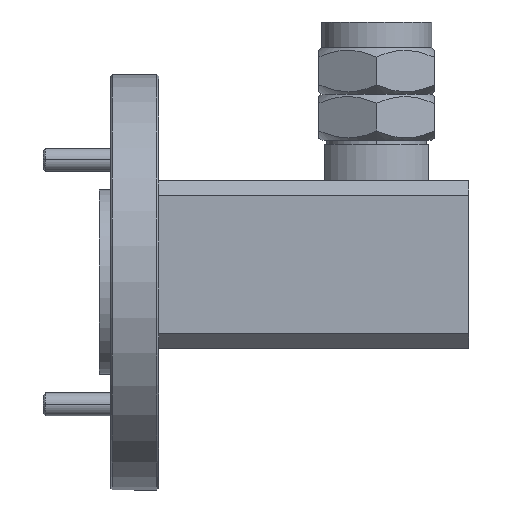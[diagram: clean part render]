
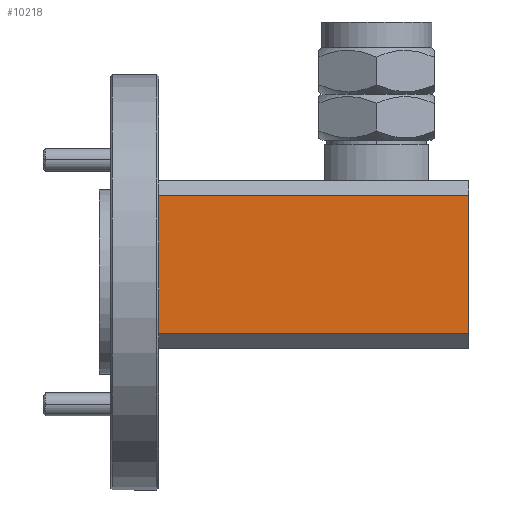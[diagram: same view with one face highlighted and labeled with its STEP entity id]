
A CAD part, top view. The second image highlights one B-rep face of the part: STEP entity #10218.
In plain terms, the highlighted planar face has unit normal (0, 0, 1).
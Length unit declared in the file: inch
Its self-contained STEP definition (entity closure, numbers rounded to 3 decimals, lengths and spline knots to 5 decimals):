
#894 = VERTEX_POINT ( 'NONE', #3530 ) ;
#971 = CARTESIAN_POINT ( 'NONE',  ( 0.86724, 0.6969, 1.17706 ) ) ;
#1239 = VECTOR ( 'NONE', #7735, 39.37008 ) ;
#1305 = DIRECTION ( 'NONE',  ( 0., -1., 0. ) ) ;
#1334 = CARTESIAN_POINT ( 'NONE',  ( 0.02724, 1.1119, 1.17706 ) ) ;
#1378 = PLANE ( 'NONE',  #8583 ) ;
#1457 = DIRECTION ( 'NONE',  ( 0., 1., 0. ) ) ;
#2188 = ORIENTED_EDGE ( 'NONE', *, *, #11589, .F. ) ;
#2323 = VECTOR ( 'NONE', #1305, 39.37008 ) ;
#2659 = CARTESIAN_POINT ( 'NONE',  ( 0.86724, 0.6969, 1.17706 ) ) ;
#2842 = CARTESIAN_POINT ( 'NONE',  ( 0.86724, 1.0719, 1.17706 ) ) ;
#3530 = CARTESIAN_POINT ( 'NONE',  ( 0.02724, 1.0719, 1.17706 ) ) ;
#3706 = VECTOR ( 'NONE', #11050, 39.37008 ) ;
#4136 = VERTEX_POINT ( 'NONE', #7118 ) ;
#4165 = ORIENTED_EDGE ( 'NONE', *, *, #4723, .T. ) ;
#4592 = CARTESIAN_POINT ( 'NONE',  ( 0.86724, 1.0719, 1.17706 ) ) ;
#4723 = EDGE_CURVE ( 'NONE', #894, #4136, #8777, .T. ) ;
#6732 = EDGE_CURVE ( 'NONE', #4136, #7694, #9157, .T. ) ;
#6865 = ORIENTED_EDGE ( 'NONE', *, *, #6732, .T. ) ;
#6900 = CARTESIAN_POINT ( 'NONE',  ( 0.86724, 1.1119, 1.17706 ) ) ;
#6923 = DIRECTION ( 'NONE',  ( 0., 0., -1. ) ) ;
#7118 = CARTESIAN_POINT ( 'NONE',  ( 0.02724, 0.6969, 1.17706 ) ) ;
#7676 = EDGE_CURVE ( 'NONE', #10700, #894, #11264, .T. ) ;
#7694 = VERTEX_POINT ( 'NONE', #2659 ) ;
#7735 = DIRECTION ( 'NONE',  ( 0., -1., 0. ) ) ;
#8525 = VECTOR ( 'NONE', #9948, 39.37008 ) ;
#8583 = AXIS2_PLACEMENT_3D ( 'NONE', #11485, #6923, #1457 ) ;
#8696 = LINE ( 'NONE', #6900, #1239 ) ;
#8777 = LINE ( 'NONE', #1334, #2323 ) ;
#9012 = FACE_OUTER_BOUND ( 'NONE', #10318, .T. ) ;
#9102 = ORIENTED_EDGE ( 'NONE', *, *, #7676, .T. ) ;
#9157 = LINE ( 'NONE', #971, #3706 ) ;
#9948 = DIRECTION ( 'NONE',  ( -1., 0., 0. ) ) ;
#10218 = ADVANCED_FACE ( 'NONE', ( #9012 ), #1378, .F. ) ;
#10318 = EDGE_LOOP ( 'NONE', ( #4165, #6865, #2188, #9102 ) ) ;
#10700 = VERTEX_POINT ( 'NONE', #2842 ) ;
#11050 = DIRECTION ( 'NONE',  ( 1., 0., 0. ) ) ;
#11264 = LINE ( 'NONE', #4592, #8525 ) ;
#11485 = CARTESIAN_POINT ( 'NONE',  ( 0.86724, 1.1119, 1.17706 ) ) ;
#11589 = EDGE_CURVE ( 'NONE', #10700, #7694, #8696, .T. ) ;
